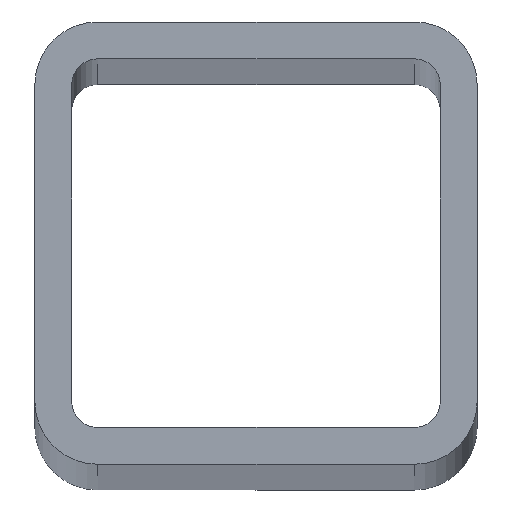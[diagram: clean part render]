
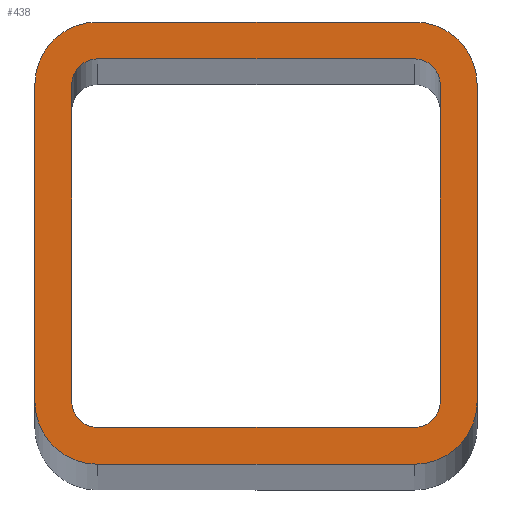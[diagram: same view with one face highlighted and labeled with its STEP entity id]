
A CAD part, top view. The second image highlights one B-rep face of the part: STEP entity #438.
In plain terms, the highlighted planar face has unit normal (0, 0, 1).
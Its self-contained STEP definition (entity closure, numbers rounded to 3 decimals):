
#107 = DIRECTION ( 'NONE',  ( 1., 0., 0. ) ) ;
#108 = DIRECTION ( 'NONE',  ( 0., 0., 1. ) ) ;
#109 = CARTESIAN_POINT ( 'NONE',  ( -21.5, 21.5, 2000. ) ) ;
#110 = AXIS2_PLACEMENT_3D ( 'NONE', #109, #108, #107 ) ;
#115 = CARTESIAN_POINT ( 'NONE',  ( -25., 21.5, 2000. ) ) ;
#119 = CARTESIAN_POINT ( 'NONE',  ( 21.5, -30., 2000. ) ) ;
#122 = CARTESIAN_POINT ( 'NONE',  ( -30., 21.5, 2000. ) ) ;
#123 = PLANE ( 'NONE',  #110 ) ;
#124 = FACE_BOUND ( 'NONE', #519, .T. ) ;
#125 = FACE_OUTER_BOUND ( 'NONE', #455, .T. ) ;
#130 = CARTESIAN_POINT ( 'NONE',  ( -21.5, 30., 2000. ) ) ;
#131 = DIRECTION ( 'NONE',  ( 1., 0., 0. ) ) ;
#132 = DIRECTION ( 'NONE',  ( 0., 0., 1. ) ) ;
#133 = CARTESIAN_POINT ( 'NONE',  ( -21.5, 21.5, 2000. ) ) ;
#134 = AXIS2_PLACEMENT_3D ( 'NONE', #133, #132, #131 ) ;
#135 = CIRCLE ( 'NONE', #134, 8.5 ) ;
#136 = CARTESIAN_POINT ( 'NONE',  ( -21.5, 21.5, 2000. ) ) ;
#146 = CARTESIAN_POINT ( 'NONE',  ( -21.5, 25., 2000. ) ) ;
#155 = DIRECTION ( 'NONE',  ( -1., 0., 0. ) ) ;
#156 = VECTOR ( 'NONE', #155, 1000. ) ;
#157 = CARTESIAN_POINT ( 'NONE',  ( -21.5, 25., 2000. ) ) ;
#158 = LINE ( 'NONE', #157, #156 ) ;
#168 = DIRECTION ( 'NONE',  ( 1., 0., 0. ) ) ;
#169 = DIRECTION ( 'NONE',  ( 0., 0., 1. ) ) ;
#170 = AXIS2_PLACEMENT_3D ( 'NONE', #136, #169, #168 ) ;
#176 = CARTESIAN_POINT ( 'NONE',  ( -25., -21.5, 2000. ) ) ;
#202 = CIRCLE ( 'NONE', #170, 3.5 ) ;
#204 = DIRECTION ( 'NONE',  ( -1., 0., 0. ) ) ;
#205 = VECTOR ( 'NONE', #204, 1000. ) ;
#206 = CARTESIAN_POINT ( 'NONE',  ( -21.5, 30., 2000. ) ) ;
#207 = LINE ( 'NONE', #206, #205 ) ;
#208 = CARTESIAN_POINT ( 'NONE',  ( 21.5, 30., 2000. ) ) ;
#224 = CARTESIAN_POINT ( 'NONE',  ( 21.5, 25., 2000. ) ) ;
#244 = VECTOR ( 'NONE', #401, 1000. ) ;
#251 = DIRECTION ( 'NONE',  ( -1., 0., 0. ) ) ;
#252 = DIRECTION ( 'NONE',  ( 0., 0., 1. ) ) ;
#253 = CARTESIAN_POINT ( 'NONE',  ( -21.5, -21.5, 2000. ) ) ;
#254 = AXIS2_PLACEMENT_3D ( 'NONE', #253, #252, #251 ) ;
#255 = CIRCLE ( 'NONE', #254, 3.5 ) ;
#257 = CARTESIAN_POINT ( 'NONE',  ( 25., 21.5, 2000. ) ) ;
#292 = CARTESIAN_POINT ( 'NONE',  ( -30., 21.5, 2000. ) ) ;
#293 = LINE ( 'NONE', #292, #244 ) ;
#302 = CARTESIAN_POINT ( 'NONE',  ( -25., 21.5, 2000. ) ) ;
#306 = LINE ( 'NONE', #302, #322 ) ;
#322 = VECTOR ( 'NONE', #328, 1000. ) ;
#328 = DIRECTION ( 'NONE',  ( 0., -1., 0. ) ) ;
#332 = LINE ( 'NONE', #334, #384 ) ;
#334 = CARTESIAN_POINT ( 'NONE',  ( 25., 21.5, 2000. ) ) ;
#340 = DIRECTION ( 'NONE',  ( 0., 1., 0. ) ) ;
#341 = CARTESIAN_POINT ( 'NONE',  ( 30., 21.5, 2000. ) ) ;
#342 = LINE ( 'NONE', #341, #404 ) ;
#348 = DIRECTION ( 'NONE',  ( -1., 0., 0. ) ) ;
#353 = CARTESIAN_POINT ( 'NONE',  ( 30., -21.5, 2000. ) ) ;
#354 = DIRECTION ( 'NONE',  ( 1., 0., 0. ) ) ;
#355 = DIRECTION ( 'NONE',  ( 0., 0., 1. ) ) ;
#356 = AXIS2_PLACEMENT_3D ( 'NONE', #414, #355, #354 ) ;
#357 = CIRCLE ( 'NONE', #356, 8.5 ) ;
#360 = CARTESIAN_POINT ( 'NONE',  ( -21.5, -21.5, 2000. ) ) ;
#365 = CARTESIAN_POINT ( 'NONE',  ( 21.5, -25., 2000. ) ) ;
#366 = DIRECTION ( 'NONE',  ( 1., 0., 0. ) ) ;
#367 = DIRECTION ( 'NONE',  ( 0., 0., 1. ) ) ;
#368 = AXIS2_PLACEMENT_3D ( 'NONE', #393, #367, #366 ) ;
#369 = CIRCLE ( 'NONE', #368, 3.5 ) ;
#372 = CARTESIAN_POINT ( 'NONE',  ( 21.5, 21.5, 2000. ) ) ;
#377 = DIRECTION ( 'NONE',  ( 1., 0., 0. ) ) ;
#378 = VECTOR ( 'NONE', #377, 1000. ) ;
#379 = CARTESIAN_POINT ( 'NONE',  ( -21.5, -30., 2000. ) ) ;
#380 = LINE ( 'NONE', #379, #378 ) ;
#382 = AXIS2_PLACEMENT_3D ( 'NONE', #360, #392, #348 ) ;
#383 = DIRECTION ( 'NONE',  ( 1., 0., 0. ) ) ;
#384 = VECTOR ( 'NONE', #416, 1000. ) ;
#388 = AXIS2_PLACEMENT_3D ( 'NONE', #372, #389, #383 ) ;
#389 = DIRECTION ( 'NONE',  ( 0., 0., 1. ) ) ;
#392 = DIRECTION ( 'NONE',  ( 0., 0., 1. ) ) ;
#393 = CARTESIAN_POINT ( 'NONE',  ( 21.5, -21.5, 2000. ) ) ;
#394 = DIRECTION ( 'NONE',  ( 1., 0., 0. ) ) ;
#400 = CIRCLE ( 'NONE', #382, 8.5 ) ;
#401 = DIRECTION ( 'NONE',  ( 0., -1., 0. ) ) ;
#402 = CARTESIAN_POINT ( 'NONE',  ( 21.5, 21.5, 2000. ) ) ;
#403 = CARTESIAN_POINT ( 'NONE',  ( 30., 21.5, 2000. ) ) ;
#404 = VECTOR ( 'NONE', #340, 1000. ) ;
#405 = CIRCLE ( 'NONE', #388, 3.5 ) ;
#406 = DIRECTION ( 'NONE',  ( 0., 0., 1. ) ) ;
#407 = AXIS2_PLACEMENT_3D ( 'NONE', #402, #406, #394 ) ;
#408 = CIRCLE ( 'NONE', #407, 8.5 ) ;
#409 = CARTESIAN_POINT ( 'NONE',  ( -21.5, -25., 2000. ) ) ;
#410 = DIRECTION ( 'NONE',  ( 1., 0., 0. ) ) ;
#411 = VECTOR ( 'NONE', #410, 1000. ) ;
#412 = CARTESIAN_POINT ( 'NONE',  ( -21.5, -25., 2000. ) ) ;
#413 = LINE ( 'NONE', #412, #411 ) ;
#414 = CARTESIAN_POINT ( 'NONE',  ( 21.5, -21.5, 2000. ) ) ;
#415 = CARTESIAN_POINT ( 'NONE',  ( 25., -21.5, 2000. ) ) ;
#416 = DIRECTION ( 'NONE',  ( 0., 1., 0. ) ) ;
#417 = CARTESIAN_POINT ( 'NONE',  ( -21.5, -30., 2000. ) ) ;
#418 = CARTESIAN_POINT ( 'NONE',  ( -30., -21.5, 2000. ) ) ;
#421 = VERTEX_POINT ( 'NONE', #115 ) ;
#422 = VERTEX_POINT ( 'NONE', #176 ) ;
#423 = ORIENTED_EDGE ( 'NONE', *, *, #424, .F. ) ;
#424 = EDGE_CURVE ( 'NONE', #425, #421, #202, .T. ) ;
#425 = VERTEX_POINT ( 'NONE', #146 ) ;
#426 = ORIENTED_EDGE ( 'NONE', *, *, #427, .F. ) ;
#427 = EDGE_CURVE ( 'NONE', #428, #425, #158, .T. ) ;
#428 = VERTEX_POINT ( 'NONE', #224 ) ;
#429 = ORIENTED_EDGE ( 'NONE', *, *, #547, .F. ) ;
#438 = ADVANCED_FACE ( 'NONE', ( #125, #124 ), #123, .T. ) ;
#439 = ORIENTED_EDGE ( 'NONE', *, *, #440, .T. ) ;
#440 = EDGE_CURVE ( 'NONE', #441, #442, #135, .T. ) ;
#441 = VERTEX_POINT ( 'NONE', #130 ) ;
#442 = VERTEX_POINT ( 'NONE', #122 ) ;
#443 = ORIENTED_EDGE ( 'NONE', *, *, #534, .T. ) ;
#454 = VERTEX_POINT ( 'NONE', #119 ) ;
#455 = EDGE_LOOP ( 'NONE', ( #439, #443, #536, #539, #572, #575, #578, #461 ) ) ;
#460 = VERTEX_POINT ( 'NONE', #208 ) ;
#461 = ORIENTED_EDGE ( 'NONE', *, *, #462, .T. ) ;
#462 = EDGE_CURVE ( 'NONE', #460, #441, #207, .T. ) ;
#506 = VERTEX_POINT ( 'NONE', #257 ) ;
#507 = EDGE_CURVE ( 'NONE', #422, #585, #255, .T. ) ;
#519 = EDGE_LOOP ( 'NONE', ( #520, #423, #426, #429, #548, #580, #583, #586 ) ) ;
#520 = ORIENTED_EDGE ( 'NONE', *, *, #521, .F. ) ;
#521 = EDGE_CURVE ( 'NONE', #421, #422, #306, .T. ) ;
#534 = EDGE_CURVE ( 'NONE', #442, #535, #293, .T. ) ;
#535 = VERTEX_POINT ( 'NONE', #418 ) ;
#536 = ORIENTED_EDGE ( 'NONE', *, *, #537, .T. ) ;
#537 = EDGE_CURVE ( 'NONE', #535, #538, #400, .T. ) ;
#538 = VERTEX_POINT ( 'NONE', #417 ) ;
#539 = ORIENTED_EDGE ( 'NONE', *, *, #571, .T. ) ;
#547 = EDGE_CURVE ( 'NONE', #506, #428, #405, .T. ) ;
#548 = ORIENTED_EDGE ( 'NONE', *, *, #549, .F. ) ;
#549 = EDGE_CURVE ( 'NONE', #550, #506, #332, .T. ) ;
#550 = VERTEX_POINT ( 'NONE', #415 ) ;
#571 = EDGE_CURVE ( 'NONE', #538, #454, #380, .T. ) ;
#572 = ORIENTED_EDGE ( 'NONE', *, *, #573, .T. ) ;
#573 = EDGE_CURVE ( 'NONE', #454, #574, #357, .T. ) ;
#574 = VERTEX_POINT ( 'NONE', #353 ) ;
#575 = ORIENTED_EDGE ( 'NONE', *, *, #576, .T. ) ;
#576 = EDGE_CURVE ( 'NONE', #574, #577, #342, .T. ) ;
#577 = VERTEX_POINT ( 'NONE', #403 ) ;
#578 = ORIENTED_EDGE ( 'NONE', *, *, #579, .T. ) ;
#579 = EDGE_CURVE ( 'NONE', #577, #460, #408, .T. ) ;
#580 = ORIENTED_EDGE ( 'NONE', *, *, #581, .F. ) ;
#581 = EDGE_CURVE ( 'NONE', #582, #550, #369, .T. ) ;
#582 = VERTEX_POINT ( 'NONE', #365 ) ;
#583 = ORIENTED_EDGE ( 'NONE', *, *, #584, .F. ) ;
#584 = EDGE_CURVE ( 'NONE', #585, #582, #413, .T. ) ;
#585 = VERTEX_POINT ( 'NONE', #409 ) ;
#586 = ORIENTED_EDGE ( 'NONE', *, *, #507, .F. ) ;
